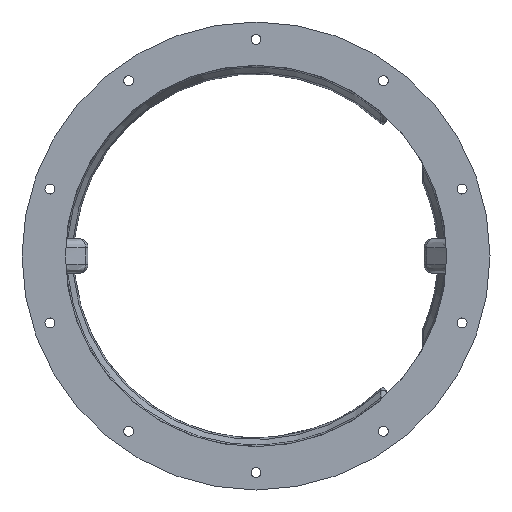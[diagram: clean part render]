
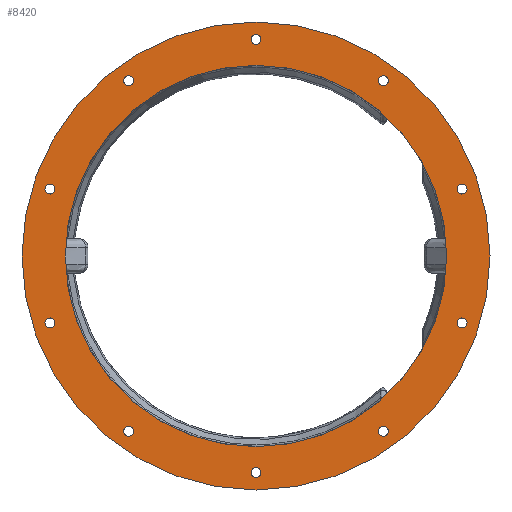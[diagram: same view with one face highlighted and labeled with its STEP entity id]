
A CAD part, front view. The second image highlights one B-rep face of the part: STEP entity #8420.
In plain terms, the highlighted planar face has unit normal (0, -1, 0).
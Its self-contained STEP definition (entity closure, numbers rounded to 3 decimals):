
#66=FACE_BOUND('',#1812,.T.);
#67=FACE_BOUND('',#1813,.T.);
#68=FACE_BOUND('',#1814,.T.);
#69=FACE_BOUND('',#1815,.T.);
#70=FACE_BOUND('',#1816,.T.);
#71=FACE_BOUND('',#1817,.T.);
#72=FACE_BOUND('',#1818,.T.);
#73=FACE_BOUND('',#1819,.T.);
#74=FACE_BOUND('',#1820,.T.);
#75=FACE_BOUND('',#1821,.T.);
#76=FACE_BOUND('',#1822,.T.);
#297=PLANE('',#8947);
#1289=FACE_OUTER_BOUND('',#1811,.T.);
#1811=EDGE_LOOP('',(#7868));
#1812=EDGE_LOOP('',(#7869));
#1813=EDGE_LOOP('',(#7870));
#1814=EDGE_LOOP('',(#7871));
#1815=EDGE_LOOP('',(#7872));
#1816=EDGE_LOOP('',(#7873));
#1817=EDGE_LOOP('',(#7874));
#1818=EDGE_LOOP('',(#7875));
#1819=EDGE_LOOP('',(#7876));
#1820=EDGE_LOOP('',(#7877));
#1821=EDGE_LOOP('',(#7878));
#1822=EDGE_LOOP('',(#7879));
#3257=CIRCLE('',#8469,110.);
#3395=CIRCLE('',#8892,2.875);
#3398=CIRCLE('',#8898,2.875);
#3401=CIRCLE('',#8904,2.875);
#3404=CIRCLE('',#8910,2.875);
#3407=CIRCLE('',#8916,2.875);
#3410=CIRCLE('',#8922,2.875);
#3413=CIRCLE('',#8928,2.875);
#3416=CIRCLE('',#8934,2.875);
#3419=CIRCLE('',#8940,2.875);
#3422=CIRCLE('',#8946,2.875);
#3423=CIRCLE('',#8948,135.);
#3449=VERTEX_POINT('',#10873);
#4187=VERTEX_POINT('',#16699);
#4190=VERTEX_POINT('',#16710);
#4193=VERTEX_POINT('',#16721);
#4196=VERTEX_POINT('',#16732);
#4199=VERTEX_POINT('',#16743);
#4202=VERTEX_POINT('',#16754);
#4205=VERTEX_POINT('',#16765);
#4208=VERTEX_POINT('',#16776);
#4211=VERTEX_POINT('',#16787);
#4214=VERTEX_POINT('',#16798);
#4215=VERTEX_POINT('',#16802);
#4251=EDGE_CURVE('',#3449,#3449,#3257,.T.);
#5393=EDGE_CURVE('',#4187,#4187,#3395,.T.);
#5398=EDGE_CURVE('',#4190,#4190,#3398,.T.);
#5403=EDGE_CURVE('',#4193,#4193,#3401,.T.);
#5408=EDGE_CURVE('',#4196,#4196,#3404,.T.);
#5413=EDGE_CURVE('',#4199,#4199,#3407,.T.);
#5418=EDGE_CURVE('',#4202,#4202,#3410,.T.);
#5423=EDGE_CURVE('',#4205,#4205,#3413,.T.);
#5428=EDGE_CURVE('',#4208,#4208,#3416,.T.);
#5433=EDGE_CURVE('',#4211,#4211,#3419,.T.);
#5438=EDGE_CURVE('',#4214,#4214,#3422,.T.);
#5439=EDGE_CURVE('',#4215,#4215,#3423,.T.);
#7868=ORIENTED_EDGE('',*,*,#5439,.F.);
#7869=ORIENTED_EDGE('',*,*,#5393,.T.);
#7870=ORIENTED_EDGE('',*,*,#5398,.T.);
#7871=ORIENTED_EDGE('',*,*,#5403,.T.);
#7872=ORIENTED_EDGE('',*,*,#5408,.T.);
#7873=ORIENTED_EDGE('',*,*,#5413,.T.);
#7874=ORIENTED_EDGE('',*,*,#5418,.T.);
#7875=ORIENTED_EDGE('',*,*,#5423,.T.);
#7876=ORIENTED_EDGE('',*,*,#5428,.T.);
#7877=ORIENTED_EDGE('',*,*,#5433,.T.);
#7878=ORIENTED_EDGE('',*,*,#5438,.T.);
#7879=ORIENTED_EDGE('',*,*,#4251,.T.);
#8420=ADVANCED_FACE('',(#1289,#66,#67,#68,#69,#70,#71,#72,#73,#74,#75,#76),
#297,.T.);
#8469=AXIS2_PLACEMENT_3D('',#10875,#9009,#9010);
#8892=AXIS2_PLACEMENT_3D('',#16701,#10534,#10535);
#8898=AXIS2_PLACEMENT_3D('',#16712,#10548,#10549);
#8904=AXIS2_PLACEMENT_3D('',#16723,#10562,#10563);
#8910=AXIS2_PLACEMENT_3D('',#16734,#10576,#10577);
#8916=AXIS2_PLACEMENT_3D('',#16745,#10590,#10591);
#8922=AXIS2_PLACEMENT_3D('',#16756,#10604,#10605);
#8928=AXIS2_PLACEMENT_3D('',#16767,#10618,#10619);
#8934=AXIS2_PLACEMENT_3D('',#16778,#10632,#10633);
#8940=AXIS2_PLACEMENT_3D('',#16789,#10646,#10647);
#8946=AXIS2_PLACEMENT_3D('',#16800,#10660,#10661);
#8947=AXIS2_PLACEMENT_3D('',#16801,#10662,#10663);
#8948=AXIS2_PLACEMENT_3D('',#16803,#10664,#10665);
#9009=DIRECTION('center_axis',(0.,1.,0.));
#9010=DIRECTION('ref_axis',(1.,0.,0.));
#10534=DIRECTION('center_axis',(0.,1.,0.));
#10535=DIRECTION('ref_axis',(0.809,0.,0.588));
#10548=DIRECTION('center_axis',(0.,1.,0.));
#10549=DIRECTION('ref_axis',(0.309,0.,0.951));
#10562=DIRECTION('center_axis',(0.,1.,0.));
#10563=DIRECTION('ref_axis',(-0.309,0.,0.951));
#10576=DIRECTION('center_axis',(0.,1.,0.));
#10577=DIRECTION('ref_axis',(-0.809,0.,0.588));
#10590=DIRECTION('center_axis',(0.,1.,0.));
#10591=DIRECTION('ref_axis',(-1.,0.,0.));
#10604=DIRECTION('center_axis',(0.,1.,0.));
#10605=DIRECTION('ref_axis',(-0.809,0.,-0.588));
#10618=DIRECTION('center_axis',(0.,1.,0.));
#10619=DIRECTION('ref_axis',(-0.309,0.,-0.951));
#10632=DIRECTION('center_axis',(0.,1.,0.));
#10633=DIRECTION('ref_axis',(0.309,0.,-0.951));
#10646=DIRECTION('center_axis',(0.,1.,0.));
#10647=DIRECTION('ref_axis',(0.809,0.,-0.588));
#10660=DIRECTION('center_axis',(0.,1.,0.));
#10661=DIRECTION('ref_axis',(1.,0.,0.));
#10662=DIRECTION('center_axis',(0.,-1.,0.));
#10663=DIRECTION('ref_axis',(0.,0.,-1.));
#10664=DIRECTION('center_axis',(0.,1.,0.));
#10665=DIRECTION('ref_axis',(1.,0.,0.));
#10873=CARTESIAN_POINT('',(-110.,0.,0.));
#10875=CARTESIAN_POINT('Origin',(0.,0.,0.));
#16699=CARTESIAN_POINT('',(-75.799,0.,99.437));
#16701=CARTESIAN_POINT('Origin',(-73.473,0.,101.127));
#16710=CARTESIAN_POINT('',(-119.77,0.,35.893));
#16712=CARTESIAN_POINT('Origin',(-118.882,0.,38.627));
#16721=CARTESIAN_POINT('',(-117.994,0.,-41.361));
#16723=CARTESIAN_POINT('Origin',(-118.882,0.,-38.627));
#16732=CARTESIAN_POINT('',(-71.147,0.,-102.817));
#16734=CARTESIAN_POINT('Origin',(-73.473,0.,-101.127));
#16743=CARTESIAN_POINT('',(2.875,0.,-125.));
#16745=CARTESIAN_POINT('Origin',(0.,0.,-125.));
#16754=CARTESIAN_POINT('',(75.799,0.,-99.437));
#16756=CARTESIAN_POINT('Origin',(73.473,0.,-101.127));
#16765=CARTESIAN_POINT('',(119.77,0.,-35.893));
#16767=CARTESIAN_POINT('Origin',(118.882,0.,-38.627));
#16776=CARTESIAN_POINT('',(117.994,0.,41.361));
#16778=CARTESIAN_POINT('Origin',(118.882,0.,38.627));
#16787=CARTESIAN_POINT('',(71.147,0.,102.817));
#16789=CARTESIAN_POINT('Origin',(73.473,0.,101.127));
#16798=CARTESIAN_POINT('',(-2.875,0.,125.));
#16800=CARTESIAN_POINT('Origin',(0.,0.,125.));
#16801=CARTESIAN_POINT('Origin',(135.,0.,0.));
#16802=CARTESIAN_POINT('',(-135.,0.,0.));
#16803=CARTESIAN_POINT('Origin',(0.,0.,0.));
